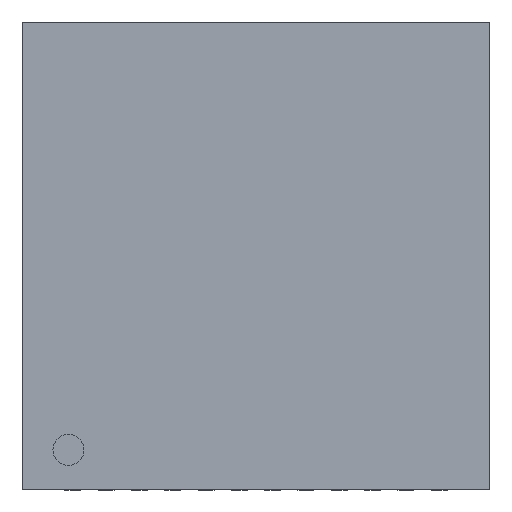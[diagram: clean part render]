
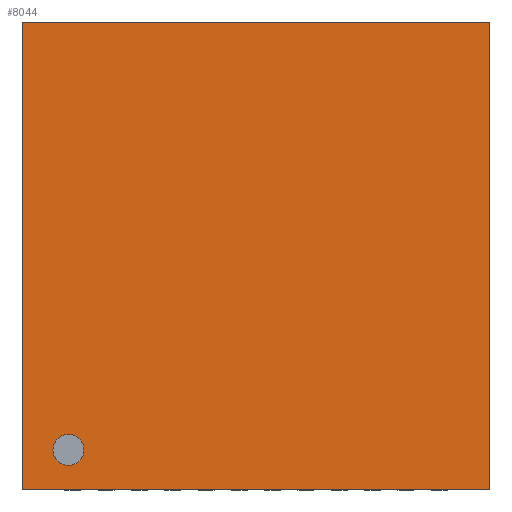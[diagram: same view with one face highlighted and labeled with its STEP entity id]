
A CAD part, top view. The second image highlights one B-rep face of the part: STEP entity #8044.
In plain terms, the highlighted planar face has unit normal (0, 0, 1).
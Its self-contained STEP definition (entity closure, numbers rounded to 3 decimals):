
#865 = CARTESIAN_POINT ( 'NONE',  ( -3.5, 3.5, 0.8 ) ) ;
#1133 = DIRECTION ( 'NONE',  ( 1., 0., 0. ) ) ;
#2498 = EDGE_CURVE ( 'NONE', #18674, #7858, #3305, .T. ) ;
#3077 = ORIENTED_EDGE ( 'NONE', *, *, #4795, .T. ) ;
#3305 = LINE ( 'NONE', #10304, #13377 ) ;
#3430 = VERTEX_POINT ( 'NONE', #11532 ) ;
#3921 = CARTESIAN_POINT ( 'NONE',  ( -2.581, -2.91, 0.8 ) ) ;
#4075 = EDGE_CURVE ( 'NONE', #8087, #6349, #20469, .T. ) ;
#4227 = ORIENTED_EDGE ( 'NONE', *, *, #4075, .T. ) ;
#4408 = CARTESIAN_POINT ( 'NONE',  ( -2.813, -2.91, 0.8 ) ) ;
#4455 = FACE_OUTER_BOUND ( 'NONE', #15992, .T. ) ;
#4527 = ORIENTED_EDGE ( 'NONE', *, *, #7647, .F. ) ;
#4795 = EDGE_CURVE ( 'NONE', #7858, #8087, #15577, .T. ) ;
#4975 = CARTESIAN_POINT ( 'NONE',  ( -3.5, -3.5, 0.8 ) ) ;
#5293 = CIRCLE ( 'NONE', #19693, 0.233 ) ;
#5763 = EDGE_CURVE ( 'NONE', #6349, #18674, #16056, .T. ) ;
#6090 = EDGE_CURVE ( 'NONE', #3430, #20229, #14150, .T. ) ;
#6246 = CARTESIAN_POINT ( 'NONE',  ( -2.813, -2.91, 0.8 ) ) ;
#6349 = VERTEX_POINT ( 'NONE', #4975 ) ;
#7647 = EDGE_CURVE ( 'NONE', #20229, #3430, #5293, .T. ) ;
#7858 = VERTEX_POINT ( 'NONE', #12560 ) ;
#8044 = ADVANCED_FACE ( 'NONE', ( #10004, #4455 ), #12642, .T. ) ;
#8087 = VERTEX_POINT ( 'NONE', #865 ) ;
#8758 = AXIS2_PLACEMENT_3D ( 'NONE', #4408, #16233, #9653 ) ;
#9234 = VECTOR ( 'NONE', #18102, 1000. ) ;
#9320 = CARTESIAN_POINT ( 'NONE',  ( -3.5, -3.5, 0.8 ) ) ;
#9653 = DIRECTION ( 'NONE',  ( 1., 0., 0. ) ) ;
#9822 = ORIENTED_EDGE ( 'NONE', *, *, #5763, .T. ) ;
#10004 = FACE_BOUND ( 'NONE', #18925, .T. ) ;
#10304 = CARTESIAN_POINT ( 'NONE',  ( 3.5, 3.5, 0.8 ) ) ;
#11290 = DIRECTION ( 'NONE',  ( 0., 0., 1. ) ) ;
#11381 = CARTESIAN_POINT ( 'NONE',  ( -3.5, 3.5, 0.8 ) ) ;
#11532 = CARTESIAN_POINT ( 'NONE',  ( -3.046, -2.91, 0.8 ) ) ;
#12433 = DIRECTION ( 'NONE',  ( 0., -1., 0. ) ) ;
#12560 = CARTESIAN_POINT ( 'NONE',  ( 3.5, 3.5, 0.8 ) ) ;
#12642 = PLANE ( 'NONE',  #12813 ) ;
#12662 = CARTESIAN_POINT ( 'NONE',  ( -3.5, 3.5, 0.8 ) ) ;
#12813 = AXIS2_PLACEMENT_3D ( 'NONE', #16046, #19729, #17747 ) ;
#13046 = DIRECTION ( 'NONE',  ( 1., 0., 0. ) ) ;
#13377 = VECTOR ( 'NONE', #15488, 1000. ) ;
#14150 = CIRCLE ( 'NONE', #8758, 0.233 ) ;
#14202 = VECTOR ( 'NONE', #1133, 1000. ) ;
#15488 = DIRECTION ( 'NONE',  ( 0., 1., 0. ) ) ;
#15577 = LINE ( 'NONE', #11381, #9234 ) ;
#15646 = ORIENTED_EDGE ( 'NONE', *, *, #6090, .F. ) ;
#15919 = VECTOR ( 'NONE', #12433, 1000. ) ;
#15992 = EDGE_LOOP ( 'NONE', ( #21721, #3077, #4227, #9822 ) ) ;
#16046 = CARTESIAN_POINT ( 'NONE',  ( 0., 0., 0.8 ) ) ;
#16056 = LINE ( 'NONE', #9320, #14202 ) ;
#16233 = DIRECTION ( 'NONE',  ( 0., 0., 1. ) ) ;
#17747 = DIRECTION ( 'NONE',  ( 1., 0., 0. ) ) ;
#18102 = DIRECTION ( 'NONE',  ( -1., 0., 0. ) ) ;
#18674 = VERTEX_POINT ( 'NONE', #20732 ) ;
#18925 = EDGE_LOOP ( 'NONE', ( #4527, #15646 ) ) ;
#19693 = AXIS2_PLACEMENT_3D ( 'NONE', #6246, #11290, #13046 ) ;
#19729 = DIRECTION ( 'NONE',  ( 0., 0., 1. ) ) ;
#20229 = VERTEX_POINT ( 'NONE', #3921 ) ;
#20469 = LINE ( 'NONE', #12662, #15919 ) ;
#20732 = CARTESIAN_POINT ( 'NONE',  ( 3.5, -3.5, 0.8 ) ) ;
#21721 = ORIENTED_EDGE ( 'NONE', *, *, #2498, .T. ) ;
